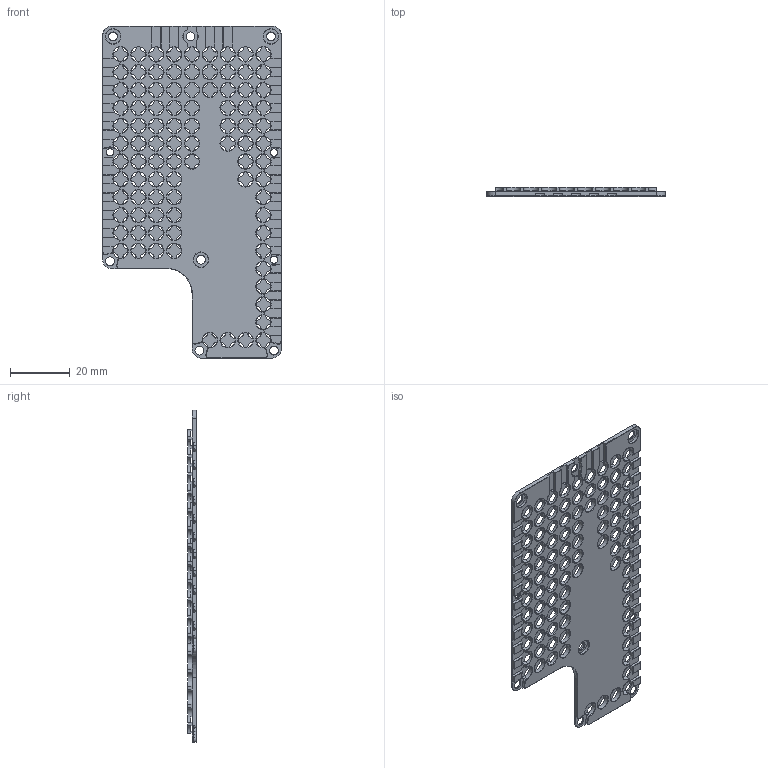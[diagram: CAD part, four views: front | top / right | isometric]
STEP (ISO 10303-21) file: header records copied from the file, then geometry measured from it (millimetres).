
FILE_DESCRIPTION(/* description */ (''),/* implementation_level */ '2;1');
FILE_NAME(/* name */ 'heatsink_rev14 v11.step',/* time_stamp */ '2024-11-18T21:24:12+01:00',/* author */ (''),/* organization */ (''),/* preprocessor_version */ 'ST-DEVELOPER v20',/* originating_system */ 'Autodesk Translation Framework v13.20.0.188',/* authorisation */ '');
FILE_SCHEMA (('AUTOMOTIVE_DESIGN { 1 0 10303 214 3 1 1 }'));
Length unit declared in the file: millimetre
Products named in the file (1): heatsink_rev14
Bounding box: 60 x 3 x 111.5 mm (x, y, z)
Volume: 7367.9 mm3; surface area: 15783.5 mm2
Topology: 1 solids, 1 shells, 1207 faces, 4997 edges, 3220 vertices
Faces by surface type: cylinder 481, plane 420, torus 306
Full cylindrical faces by diameter (mm): 2.5 x3, 3 x7, 5 x198
Entity records: 57009 total; most frequent: CARTESIAN_POINT 12515, DIRECTION 10079, ORIENTED_EDGE 9994, EDGE_CURVE 4997, AXIS2_PLACEMENT_3D 4112, VERTEX_POINT 3220, CIRCLE 2840, LINE 1855
